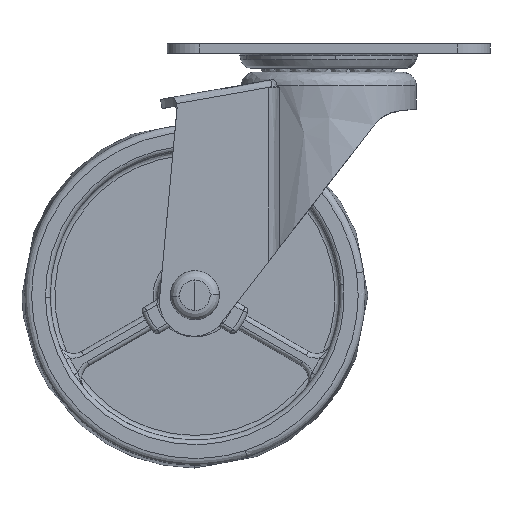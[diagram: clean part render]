
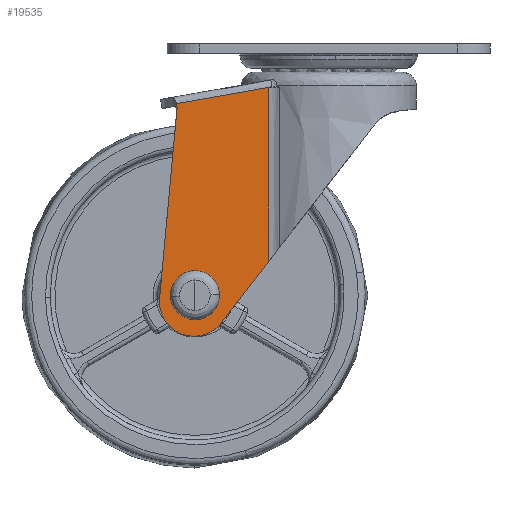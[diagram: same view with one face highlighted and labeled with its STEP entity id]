
A CAD part, front view. The second image highlights one B-rep face of the part: STEP entity #19535.
In plain terms, the highlighted free-form (B-spline) face has degree [1, 1] with [2, 2] control points.
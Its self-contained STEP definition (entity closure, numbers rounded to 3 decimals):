
#934=CARTESIAN_POINT('',(3.227,-15.0,-0.384));
#935=VERTEX_POINT('',#934);
#941=CARTESIAN_POINT('',(0.0,-15.0,3.25));
#942=VERTEX_POINT('',#941);
#943=CARTESIAN_POINT('',(3.227,-15.,-0.384));
#944=CARTESIAN_POINT('',(3.25,-15.,-0.192));
#945=CARTESIAN_POINT('',(3.25,-15.0,0.0));
#946=CARTESIAN_POINT('',(3.25,-15.,3.25));
#947=CARTESIAN_POINT('',(0.0,-15.0,3.25));
#955=(BOUNDED_CURVE()B_SPLINE_CURVE(2,(#943,#944,#945,#946,#947),.UNSPECIFIED.,.F.,.U.)B_SPLINE_CURVE_WITH_KNOTS((3,2,3),(0.23,0.25,0.5),.UNSPECIFIED.)CURVE()GEOMETRIC_REPRESENTATION_ITEM()RATIONAL_B_SPLINE_CURVE((0.956,0.976,1.0,0.707,1.0))REPRESENTATION_ITEM(''));
#956=EDGE_CURVE('',#935,#942,#955,.T.);
#958=CARTESIAN_POINT('',(-3.244,-15.0,0.198));
#959=VERTEX_POINT('',#958);
#960=CARTESIAN_POINT('',(0.0,-15.0,3.25));
#961=CARTESIAN_POINT('',(-3.057,-15.,3.25));
#962=CARTESIAN_POINT('',(-3.244,-15.,0.198));
#970=(BOUNDED_CURVE()B_SPLINE_CURVE(2,(#960,#961,#962),.UNSPECIFIED.,.F.,.U.)B_SPLINE_CURVE_WITH_KNOTS((3,3),(0.5,0.739),.UNSPECIFIED.)CURVE()GEOMETRIC_REPRESENTATION_ITEM()RATIONAL_B_SPLINE_CURVE((1.0,0.72,0.976))REPRESENTATION_ITEM(''));
#971=EDGE_CURVE('',#942,#959,#970,.T.);
#1045=CARTESIAN_POINT('',(0.0,-15.0,-3.25));
#1046=VERTEX_POINT('',#1045);
#1047=CARTESIAN_POINT('',(-3.244,-15.,0.198));
#1048=CARTESIAN_POINT('',(-3.25,-15.,0.099));
#1049=CARTESIAN_POINT('',(-3.25,-15.0,0.0));
#1050=CARTESIAN_POINT('',(-3.25,-15.,-3.25));
#1051=CARTESIAN_POINT('',(0.0,-15.0,-3.25));
#1059=(BOUNDED_CURVE()B_SPLINE_CURVE(2,(#1047,#1048,#1049,#1050,#1051),.UNSPECIFIED.,.F.,.U.)B_SPLINE_CURVE_WITH_KNOTS((3,2,3),(0.739,0.75,1.0),.UNSPECIFIED.)CURVE()GEOMETRIC_REPRESENTATION_ITEM()RATIONAL_B_SPLINE_CURVE((0.976,0.988,1.0,0.707,1.0))REPRESENTATION_ITEM(''));
#1060=EDGE_CURVE('',#959,#1046,#1059,.T.);
#1062=CARTESIAN_POINT('',(0.0,-15.0,-3.25));
#1063=CARTESIAN_POINT('',(2.887,-15.,-3.25));
#1064=CARTESIAN_POINT('',(3.227,-15.0,-0.384));
#1072=(BOUNDED_CURVE()B_SPLINE_CURVE(2,(#1062,#1063,#1064),.UNSPECIFIED.,.F.,.U.)B_SPLINE_CURVE_WITH_KNOTS((3,3),(0.0,0.23),.UNSPECIFIED.)CURVE()GEOMETRIC_REPRESENTATION_ITEM()RATIONAL_B_SPLINE_CURVE((1.0,0.731,0.956))REPRESENTATION_ITEM(''));
#1073=EDGE_CURVE('',#1046,#935,#1072,.T.);
#16888=CARTESIAN_POINT('',(16.039,-15.0,45.071));
#16889=VERTEX_POINT('',#16888);
#16964=CARTESIAN_POINT('',(16.039,-15.0,7.36));
#16965=VERTEX_POINT('',#16964);
#16982=CARTESIAN_POINT('',(16.039,-15.0,7.36));
#16983=CARTESIAN_POINT('',(16.039,-15.0,45.071));
#16984=QUASI_UNIFORM_CURVE('',1,(#16982,#16983),.UNSPECIFIED.,.F.,.U.);
#16985=EDGE_CURVE('',#16965,#16889,#16984,.T.);
#17361=CARTESIAN_POINT('',(-3.937,-15.0,41.041));
#17362=VERTEX_POINT('',#17361);
#17363=CARTESIAN_POINT('',(-3.877,-15.0,40.569));
#17364=VERTEX_POINT('',#17363);
#17365=CARTESIAN_POINT('',(-3.937,-15.0,41.041));
#17366=CARTESIAN_POINT('',(-3.926,-15.,41.003));
#17367=CARTESIAN_POINT('',(-3.915,-15.0,40.964));
#17368=CARTESIAN_POINT('',(-3.896,-15.0,40.886));
#17369=CARTESIAN_POINT('',(-3.889,-15.0,40.847));
#17370=CARTESIAN_POINT('',(-3.872,-15.0,40.729));
#17371=CARTESIAN_POINT('',(-3.869,-15.0,40.65));
#17372=CARTESIAN_POINT('',(-3.877,-15.0,40.569));
#17373=B_SPLINE_CURVE_WITH_KNOTS('',3,(#17365,#17366,#17367,#17368,#17369,#17370,#17371,#17372),.UNSPECIFIED.,.F.,.U.,(4,2,2,4),(0.0,0.25,0.5,1.0),.UNSPECIFIED.);
#17374=EDGE_CURVE('',#17362,#17364,#17373,.T.);
#18151=CARTESIAN_POINT('',(-4.023,-15.0,41.534));
#18152=VERTEX_POINT('',#18151);
#18181=CARTESIAN_POINT('',(16.039,-15.0,45.071));
#18182=CARTESIAN_POINT('',(-4.023,-15.0,41.534));
#18183=QUASI_UNIFORM_CURVE('',1,(#18181,#18182),.UNSPECIFIED.,.F.,.U.);
#18184=EDGE_CURVE('',#16889,#18152,#18183,.T.);
#18818=CARTESIAN_POINT('',(5.734,-15.0,-5.987));
#18819=VERTEX_POINT('',#18818);
#18820=CARTESIAN_POINT('',(5.734,-15.0,-5.987));
#18821=CARTESIAN_POINT('',(16.039,-15.0,7.36));
#18822=QUASI_UNIFORM_CURVE('',1,(#18820,#18821),.UNSPECIFIED.,.F.,.U.);
#18823=EDGE_CURVE('',#18819,#16965,#18822,.T.);
#18867=CARTESIAN_POINT('',(-7.669,-15.0,-0.714));
#18868=VERTEX_POINT('',#18867);
#18869=CARTESIAN_POINT('',(-3.877,-15.0,40.569));
#18870=CARTESIAN_POINT('',(-7.669,-15.0,-0.714));
#18871=QUASI_UNIFORM_CURVE('',1,(#18869,#18870),.UNSPECIFIED.,.F.,.U.);
#18872=EDGE_CURVE('',#17364,#18868,#18871,.T.);
#18979=CARTESIAN_POINT('',(-7.669,-15.0,-0.714));
#18980=CARTESIAN_POINT('',(-8.183,-15.,-6.318));
#18981=CARTESIAN_POINT('',(-2.946,-15.0,-8.379));
#18982=CARTESIAN_POINT('',(2.291,-15.,-10.44));
#18983=CARTESIAN_POINT('',(5.734,-15.0,-5.987));
#18991=(BOUNDED_CURVE()B_SPLINE_CURVE(2,(#18979,#18980,#18981,#18982,#18983),.UNSPECIFIED.,.F.,.U.)B_SPLINE_CURVE_WITH_KNOTS((3,2,3),(0.0,0.5,1.0),.UNSPECIFIED.)CURVE()GEOMETRIC_REPRESENTATION_ITEM()RATIONAL_B_SPLINE_CURVE((1.0,0.8,1.0,0.8,1.0))REPRESENTATION_ITEM(''));
#18992=EDGE_CURVE('',#18868,#18819,#18991,.T.);
#19341=CARTESIAN_POINT('',(-4.023,-15.0,41.534));
#19342=CARTESIAN_POINT('',(-3.937,-15.0,41.041));
#19343=QUASI_UNIFORM_CURVE('',1,(#19341,#19342),.UNSPECIFIED.,.F.,.U.);
#19344=EDGE_CURVE('',#18152,#17362,#19343,.T.);
#19515=CARTESIAN_POINT('',(-8.886,-15.0,47.767));
#19516=CARTESIAN_POINT('',(-8.886,-15.0,-11.592));
#19517=CARTESIAN_POINT('',(17.224,-15.0,47.767));
#19518=CARTESIAN_POINT('',(17.224,-15.0,-11.592));
#19519=B_SPLINE_SURFACE_WITH_KNOTS('',1,1,((#19515,#19517),(#19516,#19518)),.UNSPECIFIED.,.F.,.F.,.U.,(2,2),(2,2),(0.0,59.359),(0.0,26.11),.UNSPECIFIED.);
#19520=ORIENTED_EDGE('',*,*,#18823,.T.);
#19521=ORIENTED_EDGE('',*,*,#16985,.T.);
#19522=ORIENTED_EDGE('',*,*,#18184,.T.);
#19523=ORIENTED_EDGE('',*,*,#19344,.T.);
#19524=ORIENTED_EDGE('',*,*,#17374,.T.);
#19525=ORIENTED_EDGE('',*,*,#18872,.T.);
#19526=ORIENTED_EDGE('',*,*,#18992,.T.);
#19527=EDGE_LOOP('',(#19520,#19521,#19522,#19523,#19524,#19525,#19526));
#19528=FACE_OUTER_BOUND('',#19527,.T.);
#19529=ORIENTED_EDGE('',*,*,#971,.F.);
#19530=ORIENTED_EDGE('',*,*,#956,.F.);
#19531=ORIENTED_EDGE('',*,*,#1073,.F.);
#19532=ORIENTED_EDGE('',*,*,#1060,.F.);
#19533=EDGE_LOOP('',(#19529,#19530,#19531,#19532));
#19534=FACE_BOUND('',#19533,.T.);
#19535=ADVANCED_FACE('',(#19528,#19534),#19519,.T.);
